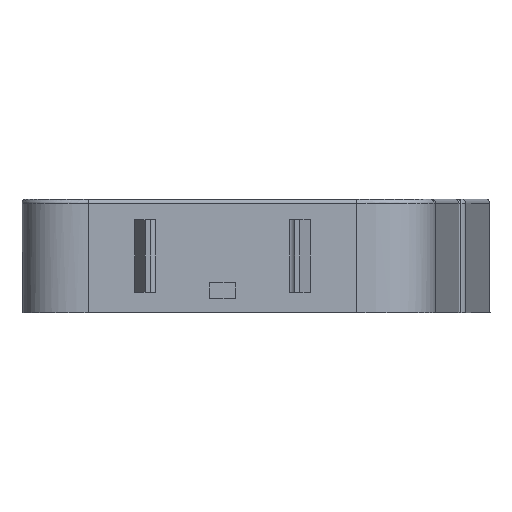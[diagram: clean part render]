
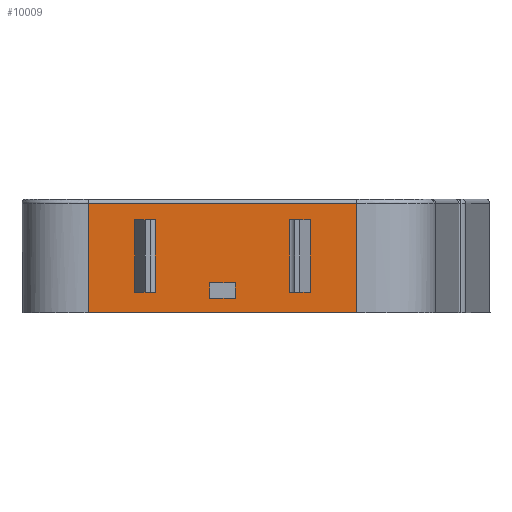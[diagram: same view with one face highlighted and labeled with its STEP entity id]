
A CAD part, front view. The second image highlights one B-rep face of the part: STEP entity #10009.
In plain terms, the highlighted planar face has unit normal (0, -1, 0).
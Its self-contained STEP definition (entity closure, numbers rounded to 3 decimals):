
#518=FACE_BOUND('',#1772,.T.);
#519=FACE_BOUND('',#1773,.T.);
#520=FACE_BOUND('',#1774,.T.);
#697=PLANE('',#10665);
#1168=FACE_OUTER_BOUND('',#1771,.T.);
#1771=EDGE_LOOP('',(#7984,#7985,#7986,#7987));
#1772=EDGE_LOOP('',(#7988,#7989,#7990,#7991));
#1773=EDGE_LOOP('',(#7992,#7993,#7994,#7995));
#1774=EDGE_LOOP('',(#7996,#7997,#7998,#7999));
#2129=LINE('',#13186,#3173);
#2134=LINE('',#13201,#3178);
#2150=LINE('',#13234,#3194);
#2153=LINE('',#13239,#3197);
#2154=LINE('',#13241,#3198);
#2163=LINE('',#13261,#3207);
#2170=LINE('',#13273,#3214);
#2171=LINE('',#13275,#3215);
#2174=LINE('',#13283,#3218);
#2178=LINE('',#13292,#3222);
#2228=LINE('',#13423,#3272);
#2270=LINE('',#13910,#3314);
#2556=LINE('',#15264,#3600);
#2567=LINE('',#15285,#3611);
#2616=LINE('',#15438,#3660);
#2617=LINE('',#15440,#3661);
#3173=VECTOR('',#10960,10.);
#3178=VECTOR('',#10973,10.);
#3194=VECTOR('',#10999,10.);
#3197=VECTOR('',#11006,10.);
#3198=VECTOR('',#11009,10.);
#3207=VECTOR('',#11024,10.);
#3214=VECTOR('',#11037,10.);
#3215=VECTOR('',#11040,10.);
#3218=VECTOR('',#11045,10.);
#3222=VECTOR('',#11051,10.);
#3272=VECTOR('',#11149,10.);
#3314=VECTOR('',#11287,10.);
#3600=VECTOR('',#11907,10.);
#3611=VECTOR('',#11930,10.);
#3660=VECTOR('',#12049,10.);
#3661=VECTOR('',#12052,10.);
#4326=VERTEX_POINT('',#13179);
#4329=VERTEX_POINT('',#13184);
#4332=VERTEX_POINT('',#13194);
#4335=VERTEX_POINT('',#13199);
#4344=VERTEX_POINT('',#13227);
#4347=VERTEX_POINT('',#13232);
#4354=VERTEX_POINT('',#13258);
#4355=VERTEX_POINT('',#13260);
#4360=VERTEX_POINT('',#13280);
#4361=VERTEX_POINT('',#13282);
#4364=VERTEX_POINT('',#13289);
#4365=VERTEX_POINT('',#13291);
#4418=VERTEX_POINT('',#13418);
#4419=VERTEX_POINT('',#13422);
#4476=VERTEX_POINT('',#13884);
#4478=VERTEX_POINT('',#13906);
#5275=EDGE_CURVE('',#4329,#4326,#2129,.T.);
#5282=EDGE_CURVE('',#4335,#4332,#2134,.T.);
#5298=EDGE_CURVE('',#4344,#4347,#2150,.T.);
#5301=EDGE_CURVE('',#4347,#4326,#2153,.T.);
#5302=EDGE_CURVE('',#4329,#4344,#2154,.T.);
#5311=EDGE_CURVE('',#4355,#4354,#2163,.T.);
#5318=EDGE_CURVE('',#4335,#4355,#2170,.T.);
#5319=EDGE_CURVE('',#4354,#4332,#2171,.T.);
#5322=EDGE_CURVE('',#4361,#4360,#2174,.T.);
#5326=EDGE_CURVE('',#4365,#4364,#2178,.T.);
#5389=EDGE_CURVE('',#4419,#4418,#2228,.T.);
#5479=EDGE_CURVE('',#4476,#4478,#2270,.T.);
#5834=EDGE_CURVE('',#4364,#4361,#2556,.T.);
#5845=EDGE_CURVE('',#4360,#4365,#2567,.T.);
#5898=EDGE_CURVE('',#4418,#4478,#2616,.T.);
#5899=EDGE_CURVE('',#4419,#4476,#2617,.T.);
#7984=ORIENTED_EDGE('',*,*,#5479,.F.);
#7985=ORIENTED_EDGE('',*,*,#5899,.F.);
#7986=ORIENTED_EDGE('',*,*,#5389,.T.);
#7987=ORIENTED_EDGE('',*,*,#5898,.T.);
#7988=ORIENTED_EDGE('',*,*,#5302,.T.);
#7989=ORIENTED_EDGE('',*,*,#5298,.T.);
#7990=ORIENTED_EDGE('',*,*,#5301,.T.);
#7991=ORIENTED_EDGE('',*,*,#5275,.F.);
#7992=ORIENTED_EDGE('',*,*,#5318,.T.);
#7993=ORIENTED_EDGE('',*,*,#5311,.T.);
#7994=ORIENTED_EDGE('',*,*,#5319,.T.);
#7995=ORIENTED_EDGE('',*,*,#5282,.F.);
#7996=ORIENTED_EDGE('',*,*,#5834,.T.);
#7997=ORIENTED_EDGE('',*,*,#5322,.T.);
#7998=ORIENTED_EDGE('',*,*,#5845,.T.);
#7999=ORIENTED_EDGE('',*,*,#5326,.T.);
#10009=ADVANCED_FACE('',(#1168,#518,#519,#520),#697,.T.);
#10665=AXIS2_PLACEMENT_3D('',#15439,#12050,#12051);
#10960=DIRECTION('',(0.,0.,-1.));
#10973=DIRECTION('',(0.,0.,1.));
#10999=DIRECTION('',(0.,0.,-1.));
#11006=DIRECTION('',(-1.,0.,0.));
#11009=DIRECTION('',(1.,0.,0.));
#11024=DIRECTION('',(0.,0.,1.));
#11037=DIRECTION('',(-1.,0.,0.));
#11040=DIRECTION('',(1.,0.,0.));
#11045=DIRECTION('',(-1.,0.,0.));
#11051=DIRECTION('',(1.,0.,0.));
#11149=DIRECTION('',(1.,0.,0.));
#11287=DIRECTION('',(1.,0.,0.));
#11907=DIRECTION('',(0.,0.,-1.));
#11930=DIRECTION('',(0.,0.,1.));
#12049=DIRECTION('',(0.,0.,1.));
#12050=DIRECTION('center_axis',(0.,-1.,0.));
#12051=DIRECTION('ref_axis',(1.,0.,0.));
#12052=DIRECTION('',(0.,0.,1.));
#13179=CARTESIAN_POINT('',(53.,0.,4.));
#13184=CARTESIAN_POINT('',(53.,0.,18.));
#13186=CARTESIAN_POINT('',(53.,0.,2.));
#13194=CARTESIAN_POINT('',(27.,0.,18.));
#13199=CARTESIAN_POINT('',(27.,0.,4.));
#13201=CARTESIAN_POINT('',(27.,0.,2.));
#13227=CARTESIAN_POINT('',(56.,0.,18.));
#13232=CARTESIAN_POINT('',(56.,0.,4.));
#13234=CARTESIAN_POINT('',(56.,0.,2.));
#13239=CARTESIAN_POINT('',(34.75,0.,4.));
#13241=CARTESIAN_POINT('',(27.,0.,18.));
#13258=CARTESIAN_POINT('',(24.,0.,18.));
#13260=CARTESIAN_POINT('',(24.,0.,4.));
#13261=CARTESIAN_POINT('',(24.,0.,2.));
#13273=CARTESIAN_POINT('',(19.25,0.,4.));
#13275=CARTESIAN_POINT('',(27.,0.,18.));
#13280=CARTESIAN_POINT('',(37.5,0.,2.8));
#13282=CARTESIAN_POINT('',(42.5,0.,2.8));
#13283=CARTESIAN_POINT('',(28.25,0.,2.8));
#13289=CARTESIAN_POINT('',(42.5,0.,5.8));
#13291=CARTESIAN_POINT('',(37.5,0.,5.8));
#13292=CARTESIAN_POINT('',(25.75,0.,5.8));
#13418=CARTESIAN_POINT('',(66.,0.,0.));
#13422=CARTESIAN_POINT('',(14.,0.,0.));
#13423=CARTESIAN_POINT('',(14.,0.,0.));
#13884=CARTESIAN_POINT('',(14.,0.,21.2));
#13906=CARTESIAN_POINT('',(66.,0.,21.2));
#13910=CARTESIAN_POINT('',(30.237,0.,21.2));
#15264=CARTESIAN_POINT('',(42.5,0.,2.9));
#15285=CARTESIAN_POINT('',(37.5,0.,1.4));
#15438=CARTESIAN_POINT('',(66.,0.,0.));
#15439=CARTESIAN_POINT('Origin',(14.,0.,0.));
#15440=CARTESIAN_POINT('',(14.,0.,0.));
